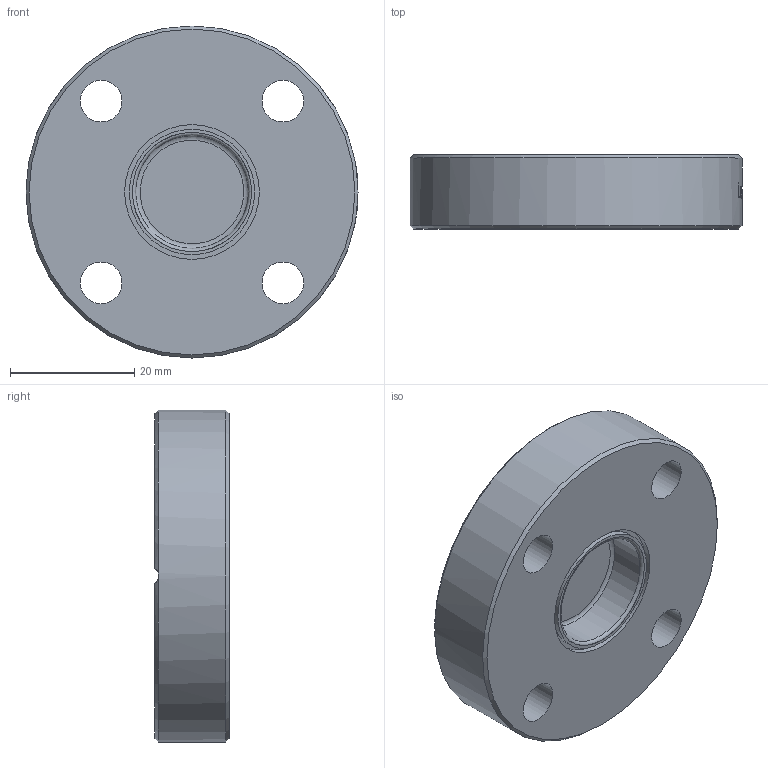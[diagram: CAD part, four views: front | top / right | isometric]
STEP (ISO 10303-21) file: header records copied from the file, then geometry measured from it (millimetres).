
FILE_DESCRIPTION(/* description */ (''),/* implementation_level */ '2;1');
FILE_NAME(/* name */ 'VP-25CF.stp',/* time_stamp */ '2023-08-10T16:00:11+01:00',/* author */ ('PaulJarvis'),/* organization */ (''),/* preprocessor_version */ 'ST-DEVELOPER v19.2',/* originating_system */ 'Autodesk Inventor 2023',/* authorisation */ '');
FILE_SCHEMA (('AUTOMOTIVE_DESIGN { 1 0 10303 214 3 1 1 }'));
Length unit declared in the file: millimetre
Products named in the file (4): VP-25CF; FL-25CF for VP; DN16 Spinning; DN16 glass disc
Assembly tree (3 placements, depth 2):
  VP-25CF
    FL-25CF for VP
    DN16 Spinning
    DN16 glass disc
Bounding box: 53.34 x 11.9 x 53.34 mm (x, y, z)
Volume: 21501.4 mm3; surface area: 9361.9 mm2
Topology: 3 solids, 3 shells, 136 faces, 350 edges, 232 vertices
Faces by surface type: plane 55, bspline 41, cylinder 24, cone 9, torus 7
Full cylindrical faces by diameter (mm): 6.7 x4, 16.3 x1, 16.5 x1, 18.1 x1, 18.15 x1, 19.15 x2, 20.15 x1, 21.65 x1, 33 x1, 53.34 x1
Entity records: 5769 total; most frequent: CARTESIAN_POINT 2446, ORIENTED_EDGE 694, DIRECTION 587, EDGE_CURVE 347, VERTEX_POINT 229, AXIS2_PLACEMENT_3D 227, EDGE_LOOP 160, FACE_OUTER_BOUND 136
